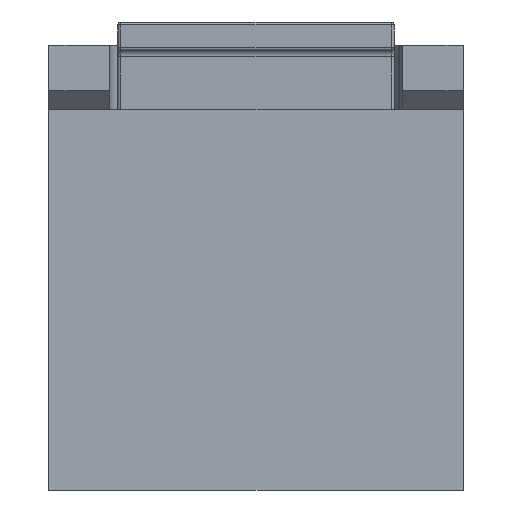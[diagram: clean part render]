
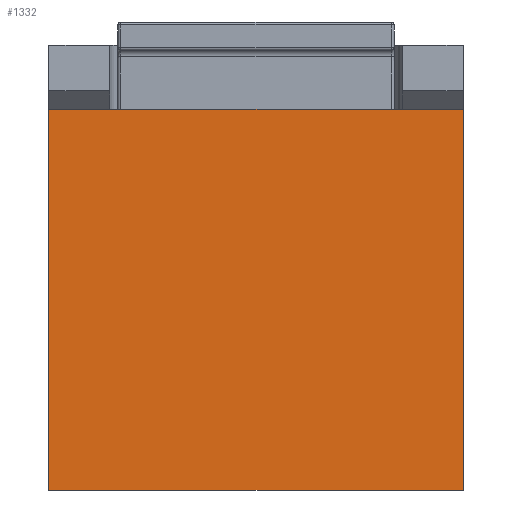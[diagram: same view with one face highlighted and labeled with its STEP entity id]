
A CAD part, left-side view. The second image highlights one B-rep face of the part: STEP entity #1332.
In plain terms, the highlighted planar face has unit normal (-1, 0, 0).
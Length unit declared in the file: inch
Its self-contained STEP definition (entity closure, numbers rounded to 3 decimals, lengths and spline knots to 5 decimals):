
#291 = CARTESIAN_POINT ( 'NONE',  ( 0., 0., 0. ) ) ;
#410 = VECTOR ( 'NONE', #6450, 39.37008 ) ;
#640 = FACE_OUTER_BOUND ( 'NONE', #5344, .T. ) ;
#788 = VECTOR ( 'NONE', #4802, 39.37008 ) ;
#857 = PLANE ( 'NONE',  #4404 ) ;
#934 = DIRECTION ( 'NONE',  ( 1., 0., 0. ) ) ;
#975 = DIRECTION ( 'NONE',  ( 0., 0., -1. ) ) ;
#1332 = ADVANCED_FACE ( 'NONE', ( #640 ), #857, .F. ) ;
#1777 = EDGE_CURVE ( 'NONE', #5385, #3456, #4448, .T. ) ;
#1966 = VECTOR ( 'NONE', #7870, 39.37008 ) ;
#3376 = CARTESIAN_POINT ( 'NONE',  ( 0., 0.75, 1.378 ) ) ;
#3456 = VERTEX_POINT ( 'NONE', #4027 ) ;
#3846 = VECTOR ( 'NONE', #7171, 39.37008 ) ;
#4009 = ORIENTED_EDGE ( 'NONE', *, *, #1777, .F. ) ;
#4027 = CARTESIAN_POINT ( 'NONE',  ( 0., -0.75, 1.378 ) ) ;
#4404 = AXIS2_PLACEMENT_3D ( 'NONE', #291, #934, #975 ) ;
#4448 = LINE ( 'NONE', #7255, #1966 ) ;
#4611 = EDGE_CURVE ( 'NONE', #8641, #5385, #6301, .T. ) ;
#4765 = EDGE_CURVE ( 'NONE', #8666, #3456, #5259, .T. ) ;
#4802 = DIRECTION ( 'NONE',  ( 0., 0., 1. ) ) ;
#5259 = LINE ( 'NONE', #5590, #788 ) ;
#5329 = CARTESIAN_POINT ( 'NONE',  ( 0., 0.75, 0. ) ) ;
#5344 = EDGE_LOOP ( 'NONE', ( #6955, #4009, #5555, #6193 ) ) ;
#5366 = CARTESIAN_POINT ( 'NONE',  ( 0., -0.75, 0. ) ) ;
#5385 = VERTEX_POINT ( 'NONE', #3376 ) ;
#5555 = ORIENTED_EDGE ( 'NONE', *, *, #4611, .F. ) ;
#5590 = CARTESIAN_POINT ( 'NONE',  ( 0., -0.75, 1.44447 ) ) ;
#6193 = ORIENTED_EDGE ( 'NONE', *, *, #10286, .T. ) ;
#6301 = LINE ( 'NONE', #7990, #3846 ) ;
#6450 = DIRECTION ( 'NONE',  ( 0., -1., 0. ) ) ;
#6788 = LINE ( 'NONE', #8939, #410 ) ;
#6955 = ORIENTED_EDGE ( 'NONE', *, *, #4765, .T. ) ;
#7171 = DIRECTION ( 'NONE',  ( 0., 0., 1. ) ) ;
#7255 = CARTESIAN_POINT ( 'NONE',  ( 0., -0.75, 1.378 ) ) ;
#7870 = DIRECTION ( 'NONE',  ( 0., -1., 0. ) ) ;
#7990 = CARTESIAN_POINT ( 'NONE',  ( 0., 0.75, 1.378 ) ) ;
#8641 = VERTEX_POINT ( 'NONE', #5329 ) ;
#8666 = VERTEX_POINT ( 'NONE', #5366 ) ;
#8939 = CARTESIAN_POINT ( 'NONE',  ( 0., -0.75, 0. ) ) ;
#10286 = EDGE_CURVE ( 'NONE', #8641, #8666, #6788, .T. ) ;
